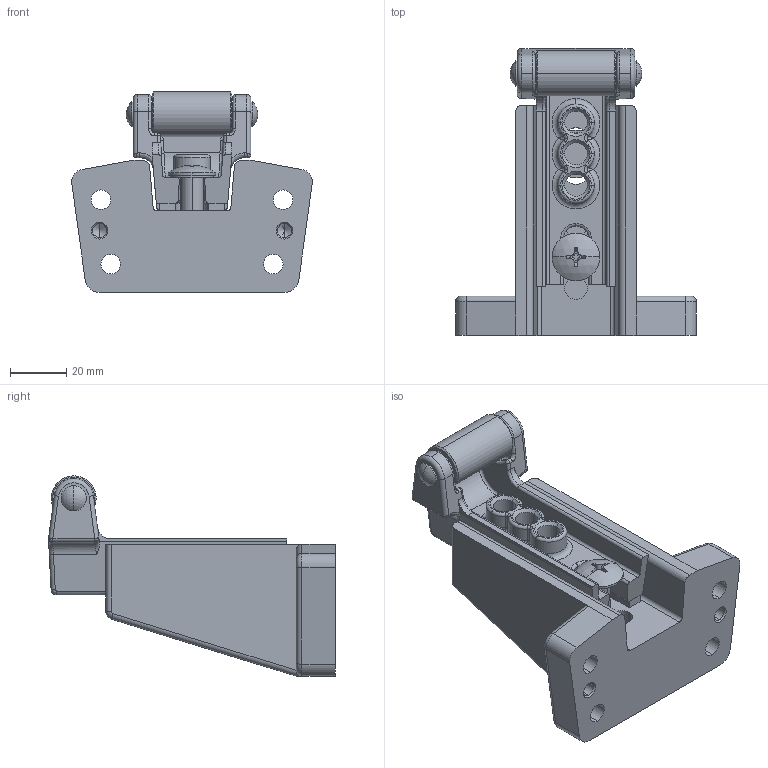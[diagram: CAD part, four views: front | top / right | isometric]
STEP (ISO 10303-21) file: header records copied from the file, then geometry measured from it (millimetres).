
FILE_DESCRIPTION (( 'STEP AP203' ), '1' );
FILE_NAME ('sone3D.STEP', '2013-08-20T06:43:43', ( '' ), ( '' ), 'SwSTEP 2.0', 'SolidWorks 2012', '' );
FILE_SCHEMA (( 'CONFIG_CONTROL_DESIGN' ));
Length unit declared in the file: millimetre
Products named in the file (5): sone3D; 呼び8歯付座金_; 十字穴付トラス小ネジ; FA-601S-4＿止金(大); FA-601S-2.3_受座
Assembly tree (6 placements, depth 2):
  sone3D
    FA-601S-2.3_受座
    FA-601S-4＿止金(大)
    十字穴付トラス小ネジ  x2
    呼び8歯付座金_  x2
Bounding box: 85.89 x 102.4 x 71.5 mm (x, y, z)
Volume: 148369 mm3; surface area: 43341.3 mm2
Topology: 6 solids, 6 shells, 379 faces, 926 edges, 561 vertices
Faces by surface type: cylinder 156, plane 95, torus 45, bspline 39, cone 33, sphere 11
Entity records: 12184 total; most frequent: CARTESIAN_POINT 3426, DIRECTION 1795, ORIENTED_EDGE 1696, EDGE_CURVE 848, AXIS2_PLACEMENT_3D 713, VERTEX_POINT 516, EDGE_LOOP 390, CIRCLE 384
